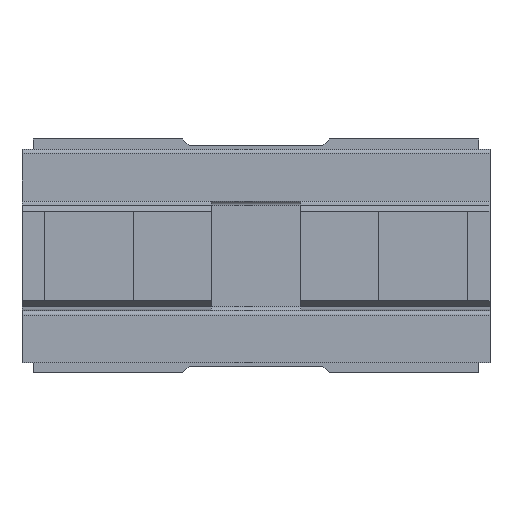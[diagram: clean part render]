
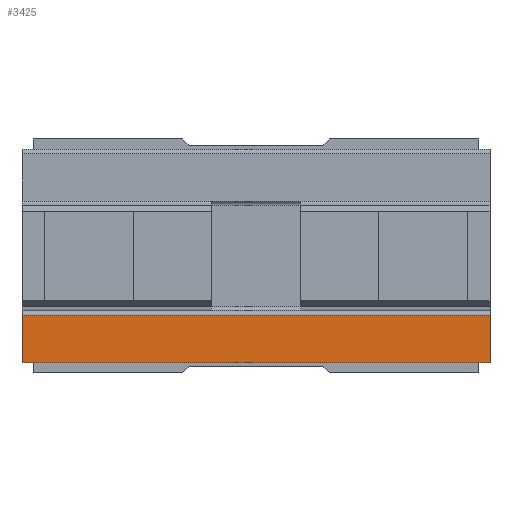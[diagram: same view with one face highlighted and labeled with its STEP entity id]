
A CAD part, left-side view. The second image highlights one B-rep face of the part: STEP entity #3425.
In plain terms, the highlighted planar face has unit normal (-1, 0, 0).
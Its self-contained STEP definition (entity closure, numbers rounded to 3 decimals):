
#5 = DIRECTION ( 'NONE',  ( 1., 0., 0. ) ) ;
#213 = LINE ( 'NONE', #1992, #4020 ) ;
#371 = EDGE_LOOP ( 'NONE', ( #2442, #1369, #5530, #5315 ) ) ;
#452 = LINE ( 'NONE', #3971, #2751 ) ;
#616 = VERTEX_POINT ( 'NONE', #5574 ) ;
#665 = EDGE_CURVE ( 'NONE', #921, #3194, #213, .T. ) ;
#921 = VERTEX_POINT ( 'NONE', #3557 ) ;
#956 = VECTOR ( 'NONE', #3157, 1000. ) ;
#1369 = ORIENTED_EDGE ( 'NONE', *, *, #4392, .F. ) ;
#1826 = PLANE ( 'NONE',  #4525 ) ;
#1901 = VECTOR ( 'NONE', #2403, 1000. ) ;
#1992 = CARTESIAN_POINT ( 'NONE',  ( -38.8, 10.5, -4.8 ) ) ;
#2151 = DIRECTION ( 'NONE',  ( 0., 0., 1. ) ) ;
#2403 = DIRECTION ( 'NONE',  ( 0., 0., 1. ) ) ;
#2442 = ORIENTED_EDGE ( 'NONE', *, *, #5224, .T. ) ;
#2746 = CARTESIAN_POINT ( 'NONE',  ( -38.8, 10.5, -4.8 ) ) ;
#2751 = VECTOR ( 'NONE', #2151, 1000. ) ;
#3120 = LINE ( 'NONE', #5877, #956 ) ;
#3157 = DIRECTION ( 'NONE',  ( 0., -1., 0. ) ) ;
#3194 = VERTEX_POINT ( 'NONE', #4415 ) ;
#3202 = DIRECTION ( 'NONE',  ( 0., 0., -1. ) ) ;
#3425 = ADVANCED_FACE ( 'NONE', ( #3625 ), #1826, .F. ) ;
#3557 = CARTESIAN_POINT ( 'NONE',  ( -38.8, 10.5, -4.8 ) ) ;
#3621 = CARTESIAN_POINT ( 'NONE',  ( -38.8, 10.5, -2.65 ) ) ;
#3625 = FACE_OUTER_BOUND ( 'NONE', #371, .T. ) ;
#3971 = CARTESIAN_POINT ( 'NONE',  ( -38.8, 10.5, -4.8 ) ) ;
#3991 = VERTEX_POINT ( 'NONE', #3621 ) ;
#4020 = VECTOR ( 'NONE', #5176, 1000. ) ;
#4051 = LINE ( 'NONE', #5146, #1901 ) ;
#4392 = EDGE_CURVE ( 'NONE', #3991, #616, #3120, .T. ) ;
#4415 = CARTESIAN_POINT ( 'NONE',  ( -38.8, -10.5, -4.8 ) ) ;
#4525 = AXIS2_PLACEMENT_3D ( 'NONE', #2746, #5, #3202 ) ;
#5146 = CARTESIAN_POINT ( 'NONE',  ( -38.8, -10.5, -4.8 ) ) ;
#5176 = DIRECTION ( 'NONE',  ( 0., -1., 0. ) ) ;
#5224 = EDGE_CURVE ( 'NONE', #3194, #616, #4051, .T. ) ;
#5315 = ORIENTED_EDGE ( 'NONE', *, *, #665, .T. ) ;
#5491 = EDGE_CURVE ( 'NONE', #921, #3991, #452, .T. ) ;
#5530 = ORIENTED_EDGE ( 'NONE', *, *, #5491, .F. ) ;
#5574 = CARTESIAN_POINT ( 'NONE',  ( -38.8, -10.5, -2.65 ) ) ;
#5877 = CARTESIAN_POINT ( 'NONE',  ( -38.8, 10.5, -2.65 ) ) ;
